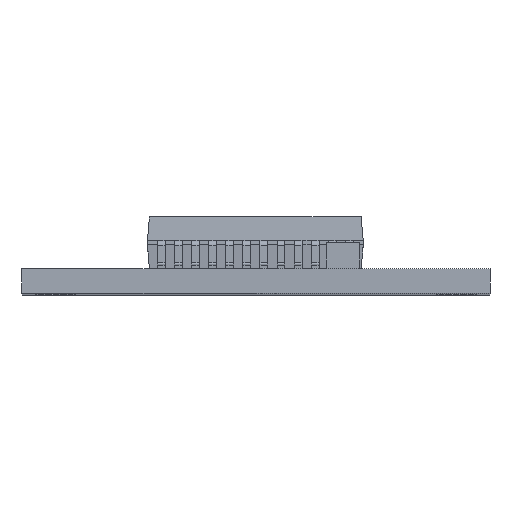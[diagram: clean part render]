
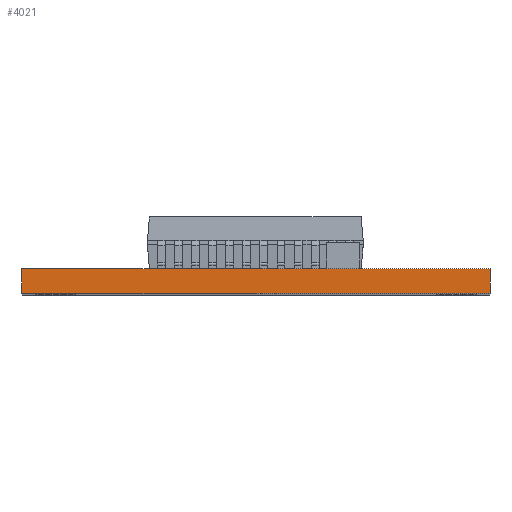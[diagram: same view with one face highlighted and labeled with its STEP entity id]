
A CAD part, top view. The second image highlights one B-rep face of the part: STEP entity #4021.
In plain terms, the highlighted planar face has unit normal (0, 0, 1).
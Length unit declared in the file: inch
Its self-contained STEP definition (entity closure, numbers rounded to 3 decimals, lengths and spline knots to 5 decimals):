
#984 = CARTESIAN_POINT ( 'NONE',  ( 0.35, 0., 0.8 ) ) ;
#1512 = CARTESIAN_POINT ( 'NONE',  ( -0.35, 0., 0.8 ) ) ;
#1661 = DIRECTION ( 'NONE',  ( -1., 0., 0. ) ) ;
#2754 = CARTESIAN_POINT ( 'NONE',  ( 0.35, 0.03646, 0.8 ) ) ;
#2985 = VECTOR ( 'NONE', #1661, 39.37008 ) ;
#3203 = PLANE ( 'NONE',  #14020 ) ;
#3853 = ORIENTED_EDGE ( 'NONE', *, *, #13730, .T. ) ;
#4021 = ADVANCED_FACE ( 'NONE', ( #9157 ), #3203, .T. ) ;
#4233 = EDGE_LOOP ( 'NONE', ( #8130, #11049, #3853, #15486 ) ) ;
#6173 = VECTOR ( 'NONE', #14240, 39.37008 ) ;
#6177 = CARTESIAN_POINT ( 'NONE',  ( 0., 0., 0.8 ) ) ;
#6580 = CARTESIAN_POINT ( 'NONE',  ( 0.35, 0.03646, 0.8 ) ) ;
#6924 = VERTEX_POINT ( 'NONE', #2754 ) ;
#7296 = CARTESIAN_POINT ( 'NONE',  ( -0.35, 0.03646, 0.8 ) ) ;
#7444 = DIRECTION ( 'NONE',  ( 1., 0., 0. ) ) ;
#7537 = EDGE_CURVE ( 'NONE', #16080, #18019, #17953, .T. ) ;
#7624 = CARTESIAN_POINT ( 'NONE',  ( 0., 0.03646, 0.8 ) ) ;
#7715 = CARTESIAN_POINT ( 'NONE',  ( -0.35, 0.03646, 0.8 ) ) ;
#7841 = DIRECTION ( 'NONE',  ( 0., -1., 0. ) ) ;
#8130 = ORIENTED_EDGE ( 'NONE', *, *, #10366, .F. ) ;
#8456 = EDGE_CURVE ( 'NONE', #6924, #9011, #10701, .T. ) ;
#9011 = VERTEX_POINT ( 'NONE', #984 ) ;
#9157 = FACE_OUTER_BOUND ( 'NONE', #4233, .T. ) ;
#9941 = LINE ( 'NONE', #16046, #6173 ) ;
#10181 = VECTOR ( 'NONE', #13556, 39.37008 ) ;
#10366 = EDGE_CURVE ( 'NONE', #9011, #18019, #10398, .T. ) ;
#10398 = LINE ( 'NONE', #6177, #2985 ) ;
#10701 = LINE ( 'NONE', #6580, #18332 ) ;
#11049 = ORIENTED_EDGE ( 'NONE', *, *, #8456, .F. ) ;
#13556 = DIRECTION ( 'NONE',  ( 0., -1., 0. ) ) ;
#13730 = EDGE_CURVE ( 'NONE', #6924, #16080, #9941, .T. ) ;
#14020 = AXIS2_PLACEMENT_3D ( 'NONE', #7624, #14617, #7444 ) ;
#14240 = DIRECTION ( 'NONE',  ( -1., 0., 0. ) ) ;
#14617 = DIRECTION ( 'NONE',  ( 0., 0., 1. ) ) ;
#15486 = ORIENTED_EDGE ( 'NONE', *, *, #7537, .T. ) ;
#16046 = CARTESIAN_POINT ( 'NONE',  ( 0., 0.03646, 0.8 ) ) ;
#16080 = VERTEX_POINT ( 'NONE', #7296 ) ;
#17953 = LINE ( 'NONE', #7715, #10181 ) ;
#18019 = VERTEX_POINT ( 'NONE', #1512 ) ;
#18332 = VECTOR ( 'NONE', #7841, 39.37008 ) ;
